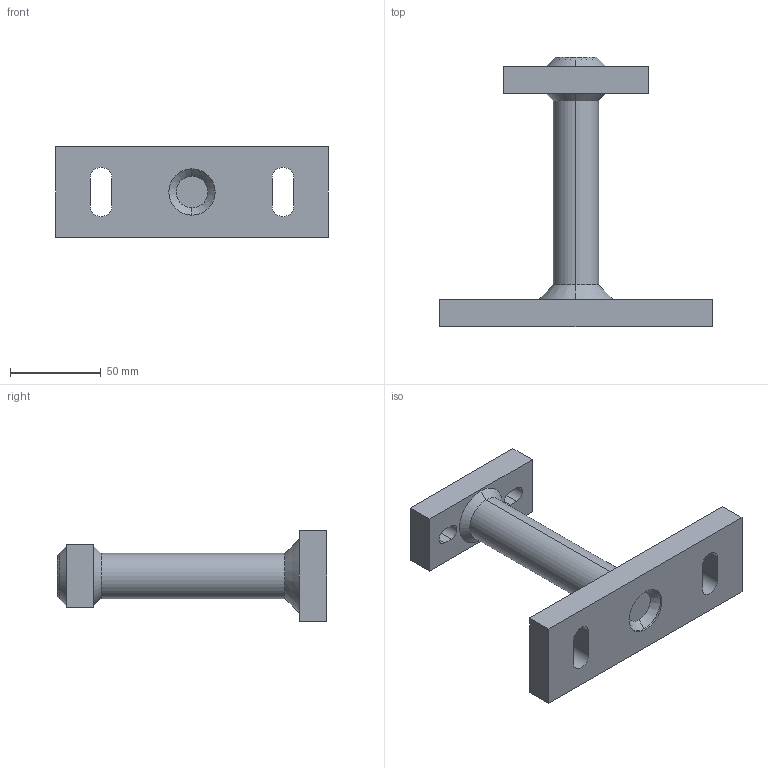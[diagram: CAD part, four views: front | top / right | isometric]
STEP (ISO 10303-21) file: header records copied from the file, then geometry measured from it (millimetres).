
FILE_DESCRIPTION (( 'STEP AP203' ), '1' );
FILE_NAME ('OUT_REPRISE ROTATION_23032022.STEP', '2022-03-23T08:22:53', ( '' ), ( '' ), 'SwSTEP 2.0', 'SolidWorks 2020', '' );
FILE_SCHEMA (( 'CONFIG_CONTROL_DESIGN' ));
Length unit declared in the file: millimetre
Products named in the file (1): OUT_REPRISE ROTATION_23032022
Bounding box: 150 x 148 x 50 mm (x, y, z)
Volume: 203048.9 mm3; surface area: 56380.8 mm2
Topology: 7 solids, 7 shells, 73 faces, 166 edges, 106 vertices
Faces by surface type: cylinder 30, plane 29, cone 14
Entity records: 2167 total; most frequent: DIRECTION 388, CARTESIAN_POINT 346, ORIENTED_EDGE 332, EDGE_CURVE 166, AXIS2_PLACEMENT_3D 148, VERTEX_POINT 106, LINE 92, VECTOR 92
